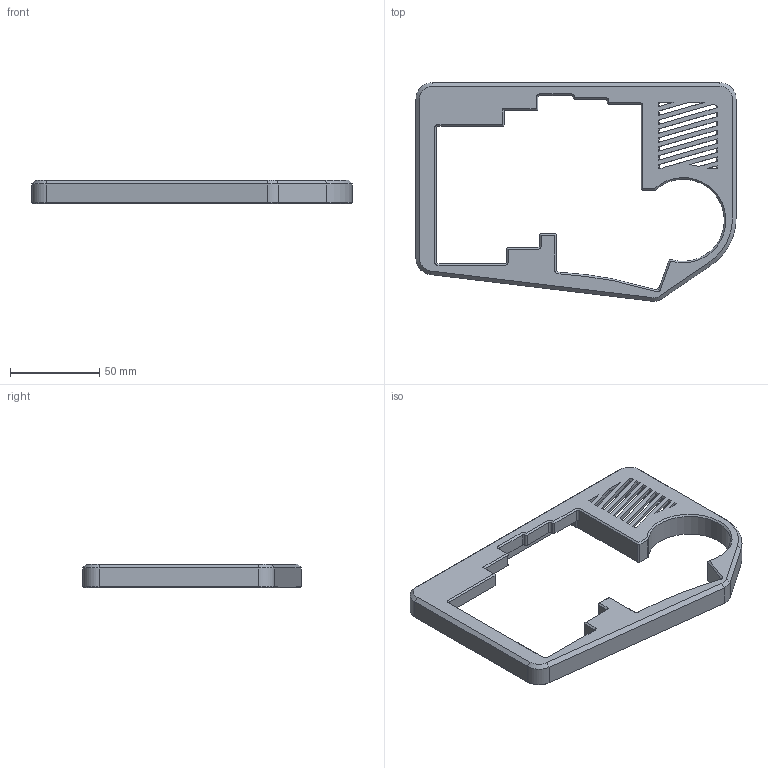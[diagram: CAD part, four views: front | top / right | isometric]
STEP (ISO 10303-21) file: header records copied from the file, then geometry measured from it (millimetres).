
FILE_DESCRIPTION(('FreeCAD Model'),'2;1');
FILE_NAME('Open CASCADE Shape Model','2025-05-14T14:27:37',(''),(''), 'Open CASCADE STEP processor 7.8','FreeCAD','Unknown');
FILE_SCHEMA(('AUTOMOTIVE_DESIGN { 1 0 10303 214 1 1 1 1 }'));
Length unit declared in the file: millimetre
Products named in the file (1): Body
Bounding box: 179.4 x 122.4 x 13 mm (x, y, z)
Volume: 61667.5 mm3; surface area: 35183.1 mm2
Topology: 1 solids, 1 shells, 285 faces, 777 edges, 504 vertices
Faces by surface type: plane 167, cylinder 80, cone 30, bspline 7, extrusion 1
Full cylindrical faces by diameter (mm): 1.5 x1, 3.2 x7
Entity records: 9395 total; most frequent: CARTESIAN_POINT 1998, ORIENTED_EDGE 1554, DIRECTION 1528, EDGE_CURVE 777, VECTOR 532, LINE 531, VERTEX_POINT 504, AXIS2_PLACEMENT_3D 498
